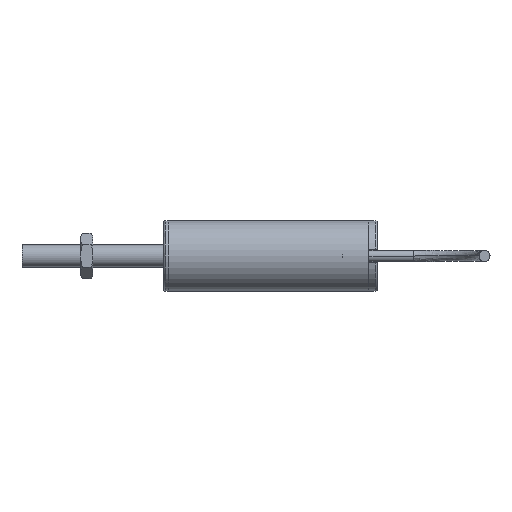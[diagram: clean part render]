
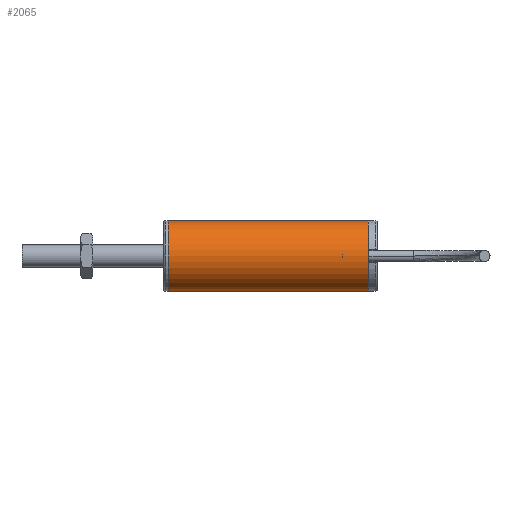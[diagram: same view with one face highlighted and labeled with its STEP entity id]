
A CAD part, front view. The second image highlights one B-rep face of the part: STEP entity #2065.
In plain terms, the highlighted cylindrical face has radius 6.35 mm (diameter 12.7 mm), a partial arc.
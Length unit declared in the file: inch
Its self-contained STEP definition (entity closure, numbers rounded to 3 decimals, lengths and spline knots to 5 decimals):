
#41 = CIRCLE ( 'NONE', #2719, 0.25 ) ;
#115 = VECTOR ( 'NONE', #3544, 39.37008 ) ;
#158 = ORIENTED_EDGE ( 'NONE', *, *, #4010, .T. ) ;
#250 = LINE ( 'NONE', #3760, #2728 ) ;
#388 = DIRECTION ( 'NONE',  ( -1., 0., 0. ) ) ;
#443 = ORIENTED_EDGE ( 'NONE', *, *, #3358, .F. ) ;
#511 = VERTEX_POINT ( 'NONE', #2036 ) ;
#748 = EDGE_CURVE ( 'NONE', #2778, #511, #3310, .T. ) ;
#752 = CYLINDRICAL_SURFACE ( 'NONE', #2930, 0.25 ) ;
#999 = DIRECTION ( 'NONE',  ( -1., 0., 0. ) ) ;
#1139 = CARTESIAN_POINT ( 'NONE',  ( 0., 0., 0. ) ) ;
#1163 = DIRECTION ( 'NONE',  ( 0., 0., 1. ) ) ;
#1192 = DIRECTION ( 'NONE',  ( -1., 0., 0. ) ) ;
#1467 = AXIS2_PLACEMENT_3D ( 'NONE', #2358, #999, #1992 ) ;
#1570 = CARTESIAN_POINT ( 'NONE',  ( 1.41, 0., -0.25 ) ) ;
#1899 = LINE ( 'NONE', #1570, #115 ) ;
#1992 = DIRECTION ( 'NONE',  ( 0., 0., 1. ) ) ;
#2036 = CARTESIAN_POINT ( 'NONE',  ( 1.41, 0., 0.25 ) ) ;
#2065 = ADVANCED_FACE ( 'NONE', ( #3683 ), #752, .T. ) ;
#2292 = CARTESIAN_POINT ( 'NONE',  ( 0., 0., -0.25 ) ) ;
#2358 = CARTESIAN_POINT ( 'NONE',  ( 1.41, 0., 0. ) ) ;
#2374 = DIRECTION ( 'NONE',  ( 0., 0., 1. ) ) ;
#2527 = VERTEX_POINT ( 'NONE', #3882 ) ;
#2650 = VERTEX_POINT ( 'NONE', #2292 ) ;
#2719 = AXIS2_PLACEMENT_3D ( 'NONE', #1139, #3068, #1163 ) ;
#2728 = VECTOR ( 'NONE', #1192, 39.37008 ) ;
#2748 = CARTESIAN_POINT ( 'NONE',  ( 1.41, 0., 0. ) ) ;
#2778 = VERTEX_POINT ( 'NONE', #3209 ) ;
#2930 = AXIS2_PLACEMENT_3D ( 'NONE', #2748, #388, #2374 ) ;
#3059 = EDGE_CURVE ( 'NONE', #2527, #2650, #41, .T. ) ;
#3068 = DIRECTION ( 'NONE',  ( 1., 0., 0. ) ) ;
#3209 = CARTESIAN_POINT ( 'NONE',  ( 1.41, 0., -0.25 ) ) ;
#3310 = CIRCLE ( 'NONE', #1467, 0.25 ) ;
#3358 = EDGE_CURVE ( 'NONE', #2778, #2650, #1899, .T. ) ;
#3369 = EDGE_LOOP ( 'NONE', ( #443, #3439, #158, #3432 ) ) ;
#3432 = ORIENTED_EDGE ( 'NONE', *, *, #3059, .T. ) ;
#3439 = ORIENTED_EDGE ( 'NONE', *, *, #748, .T. ) ;
#3544 = DIRECTION ( 'NONE',  ( -1., 0., 0. ) ) ;
#3683 = FACE_OUTER_BOUND ( 'NONE', #3369, .T. ) ;
#3760 = CARTESIAN_POINT ( 'NONE',  ( 1.41, 0., 0.25 ) ) ;
#3882 = CARTESIAN_POINT ( 'NONE',  ( 0., 0., 0.25 ) ) ;
#4010 = EDGE_CURVE ( 'NONE', #511, #2527, #250, .T. ) ;
